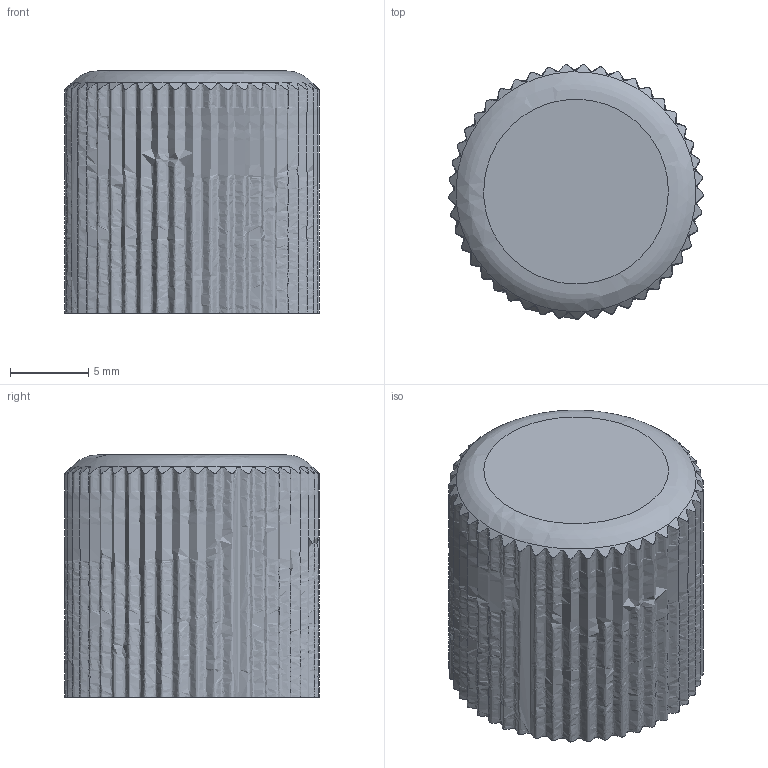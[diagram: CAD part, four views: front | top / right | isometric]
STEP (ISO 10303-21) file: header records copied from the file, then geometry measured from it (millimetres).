
FILE_DESCRIPTION(/* description */ (''),/* implementation_level */ '2;1');
FILE_NAME(/* name */ 'Encoder Knob',/* time_stamp */ '2024-04-17T23:17:16+12:00',/* author */ (''),/* organization */ (''),/* preprocessor_version */ 'ST-DEVELOPER v16.5',/* originating_system */ 'Rhino 7.36',/* authorisation */ '');
FILE_SCHEMA (('AUTOMOTIVE_DESIGN_CC2'));
Length unit declared in the file: millimetre
Products named in the file (1): Document
Bounding box: 16.25 x 16.25 x 15.5 mm (x, y, z)
Volume: 3089.6 mm3; surface area: 1809.5 mm2
Topology: 1 solids, 1 shells, 11 faces, 19 edges, 12 vertices
Faces by surface type: plane 5, cylinder 3, bspline 3
Full cylindrical faces by diameter (mm): 7.75 x1
Entity records: 3873 total; most frequent: CARTESIAN_POINT 3712, ORIENTED_EDGE 38, EDGE_CURVE 19, EDGE_LOOP 13, VERTEX_POINT 12, DIRECTION 12, ADVANCED_FACE 11, FACE_OUTER_BOUND 11
